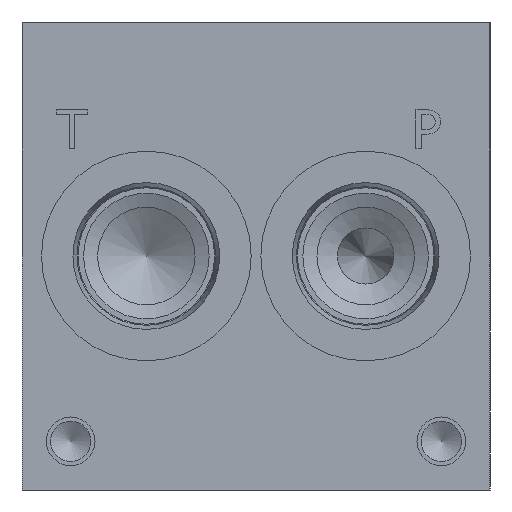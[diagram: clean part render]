
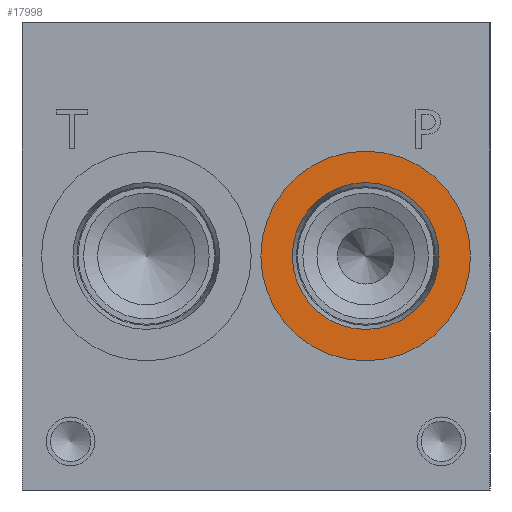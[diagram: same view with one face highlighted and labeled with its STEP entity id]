
A CAD part, left-side view. The second image highlights one B-rep face of the part: STEP entity #17998.
In plain terms, the highlighted planar face has unit normal (-1, 0, 0).
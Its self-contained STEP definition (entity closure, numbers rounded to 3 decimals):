
#748=CIRCLE('',#19228,17.069);
#749=CIRCLE('',#19229,17.069);
#750=CIRCLE('',#19230,11.951);
#913=FACE_BOUND('',#3406,.T.);
#1426=PLANE('',#19227);
#2342=FACE_OUTER_BOUND('',#3405,.T.);
#3405=EDGE_LOOP('',(#16025,#16026));
#3406=EDGE_LOOP('',(#16027));
#8708=VERTEX_POINT('',#31164);
#8709=VERTEX_POINT('',#31165);
#8710=VERTEX_POINT('',#31168);
#11194=EDGE_CURVE('',#8708,#8709,#748,.T.);
#11195=EDGE_CURVE('',#8709,#8708,#749,.T.);
#11196=EDGE_CURVE('',#8710,#8710,#750,.T.);
#16025=ORIENTED_EDGE('',*,*,#11194,.T.);
#16026=ORIENTED_EDGE('',*,*,#11195,.T.);
#16027=ORIENTED_EDGE('',*,*,#11196,.F.);
#17998=ADVANCED_FACE('',(#2342,#913),#1426,.T.);
#19227=AXIS2_PLACEMENT_3D('',#31163,#23192,#23193);
#19228=AXIS2_PLACEMENT_3D('',#31166,#23194,#23195);
#19229=AXIS2_PLACEMENT_3D('',#31167,#23196,#23197);
#19230=AXIS2_PLACEMENT_3D('',#31169,#23198,#23199);
#23192=DIRECTION('center_axis',(-1.,0.,0.));
#23193=DIRECTION('ref_axis',(0.,1.,0.));
#23194=DIRECTION('center_axis',(-1.,0.,0.));
#23195=DIRECTION('ref_axis',(0.,1.,0.));
#23196=DIRECTION('center_axis',(-1.,0.,0.));
#23197=DIRECTION('ref_axis',(0.,1.,0.));
#23198=DIRECTION('center_axis',(-1.,0.,0.));
#23199=DIRECTION('ref_axis',(0.,1.,0.));
#31163=CARTESIAN_POINT('Origin',(0.787,20.244,38.1));
#31164=CARTESIAN_POINT('',(0.787,37.313,38.1));
#31165=CARTESIAN_POINT('',(0.787,3.175,38.1));
#31166=CARTESIAN_POINT('Origin',(0.787,20.244,38.1));
#31167=CARTESIAN_POINT('Origin',(0.787,20.244,38.1));
#31168=CARTESIAN_POINT('',(0.787,8.293,38.1));
#31169=CARTESIAN_POINT('Origin',(0.787,20.244,38.1));
